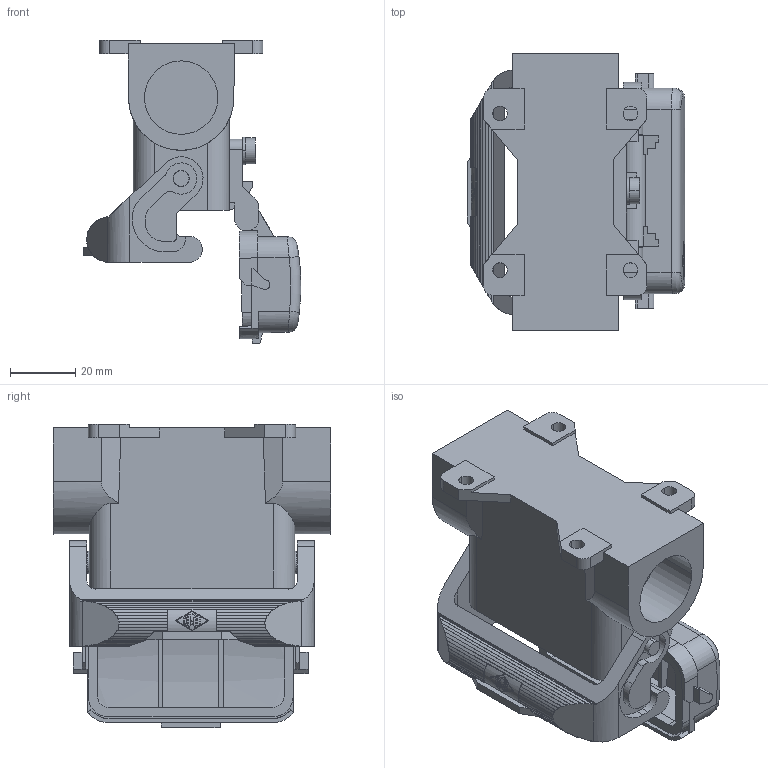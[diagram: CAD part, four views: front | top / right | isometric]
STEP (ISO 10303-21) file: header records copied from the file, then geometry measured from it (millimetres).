
FILE_DESCRIPTION(('Creo Elements/Direct Modeling STEP Export'),'2;1');
FILE_NAME('0ln7uvk4qo79e0u4496','2019-05-16T14:37:49',(''),(''),'PTC Creo Elements/Direct Modeling STEP processor for AP214 (Solid Model)','PTC Creo Elements/Direct Modeling 19.0E 27-Jun-2016 (C) Parametric Technology GmbH','');
FILE_SCHEMA(('AUTOMOTIVE_DESIGN { 1 0 10303 214 1 1 1 1 }'));
Length unit declared in the file: millimetre
Products named in the file (2): CZP_15_LSP16
Assembly tree (1 placements, depth 2):
  CZP_15_LSP16
    CZP_15_LSP16
Bounding box: 66.62 x 85 x 92.85 mm (x, y, z)
Volume: 78183.9 mm3; surface area: 46899.8 mm2
Topology: 1 solids, 1 shells, 495 faces, 1465 edges, 1002 vertices
Faces by surface type: plane 289, cylinder 186, cone 8, extrusion 6, bspline 4, torus 2
Entity records: 25360 total; most frequent: CARTESIAN_POINT 8260, ORIENTED_EDGE 2930, DIRECTION 2547, EDGE_CURVE 1465, VERTEX_POINT 1002, VECTOR 947, LINE 941, AXIS2_PLACEMENT_3D 800
